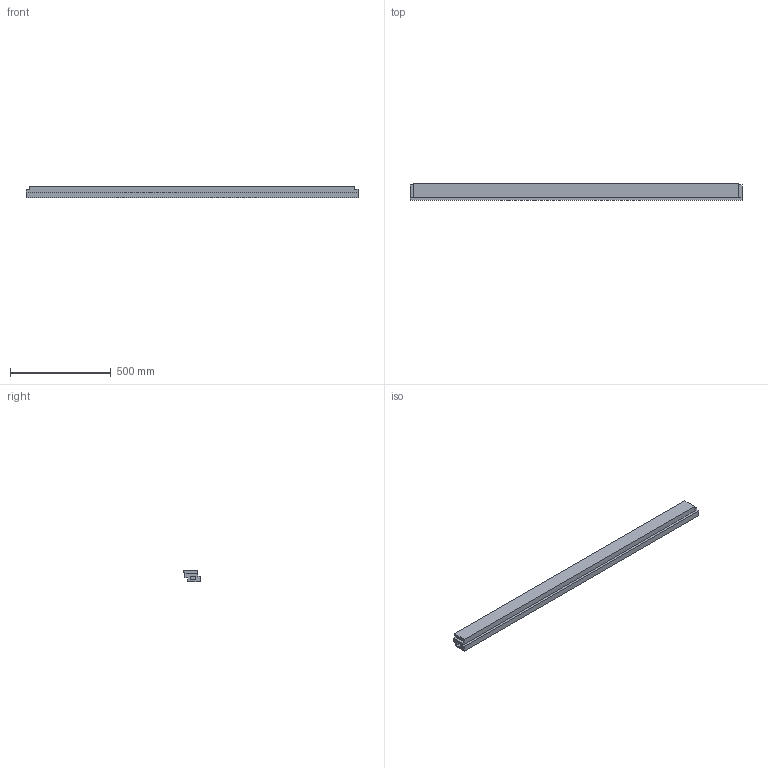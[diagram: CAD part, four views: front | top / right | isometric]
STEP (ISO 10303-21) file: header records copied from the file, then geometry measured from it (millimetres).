
FILE_DESCRIPTION(/* description */ (''),/* implementation_level */ '2;1');
FILE_NAME(/* name */ 'Apron_Long v8.step',/* time_stamp */ '2023-05-20T12:49:05-04:00',/* author */ (''),/* organization */ (''),/* preprocessor_version */ 'ST-DEVELOPER v19.2',/* originating_system */ 'Autodesk Translation Framework v12.4.0.73',/* authorisation */ '');
FILE_SCHEMA (('AUTOMOTIVE_DESIGN { 1 0 10303 214 3 1 1 }'));
Length unit declared in the file: inch
Products named in the file (1): Apron_Long
Bounding box: 1651 x 82.55 x 57.15 mm (x, y, z)
Volume: 6242983.5 mm3; surface area: 479727.8 mm2
Topology: 1 solids, 1 shells, 41 faces, 96 edges, 64 vertices
Faces by surface type: plane 36, cylinder 5
Entity records: 1202 total; most frequent: CARTESIAN_POINT 202, ORIENTED_EDGE 192, DIRECTION 190, EDGE_CURVE 96, LINE 86, VECTOR 86, VERTEX_POINT 64, AXIS2_PLACEMENT_3D 52
